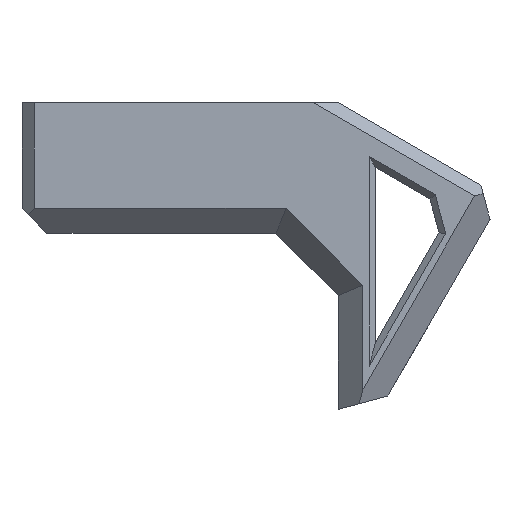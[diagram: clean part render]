
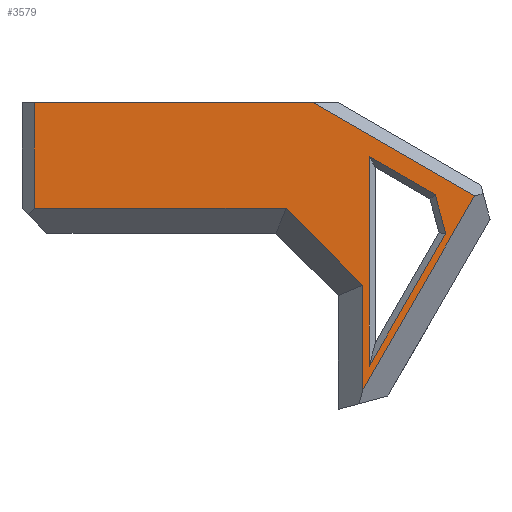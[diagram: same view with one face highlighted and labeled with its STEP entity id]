
A CAD part, left-side view. The second image highlights one B-rep face of the part: STEP entity #3579.
In plain terms, the highlighted planar face has unit normal (-1, 0, 0).
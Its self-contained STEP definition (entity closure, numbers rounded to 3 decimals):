
#256 = VECTOR ( 'NONE', #1848, 1000. ) ;
#295 = ORIENTED_EDGE ( 'NONE', *, *, #488, .T. ) ;
#299 = ORIENTED_EDGE ( 'NONE', *, *, #3858, .T. ) ;
#324 = DIRECTION ( 'NONE',  ( 0., 0., -1. ) ) ;
#349 = EDGE_CURVE ( 'NONE', #745, #1005, #814, .T. ) ;
#416 = CARTESIAN_POINT ( 'NONE',  ( -42.25, -14.7, -10.172 ) ) ;
#473 = EDGE_LOOP ( 'NONE', ( #1985, #1246, #2525, #1111 ) ) ;
#479 = VERTEX_POINT ( 'NONE', #3575 ) ;
#485 = LINE ( 'NONE', #2556, #2611 ) ;
#488 = EDGE_CURVE ( 'NONE', #2436, #479, #2242, .T. ) ;
#490 = DIRECTION ( 'NONE',  ( 0., -0.259, -0.966 ) ) ;
#498 = CARTESIAN_POINT ( 'NONE',  ( -42.25, 6.85, 14.632 ) ) ;
#506 = VERTEX_POINT ( 'NONE', #416 ) ;
#536 = ORIENTED_EDGE ( 'NONE', *, *, #715, .T. ) ;
#565 = CARTESIAN_POINT ( 'NONE',  ( -42.25, 6.336, 10.864 ) ) ;
#590 = DIRECTION ( 'NONE',  ( 0., -0.707, -0.707 ) ) ;
#662 = FACE_BOUND ( 'NONE', #473, .T. ) ;
#715 = EDGE_CURVE ( 'NONE', #506, #2436, #3249, .T. ) ;
#727 = CARTESIAN_POINT ( 'NONE',  ( -42.25, -16.133, -15.054 ) ) ;
#745 = VERTEX_POINT ( 'NONE', #1665 ) ;
#774 = CARTESIAN_POINT ( 'NONE',  ( -42.25, -20.506, -2.894 ) ) ;
#814 = LINE ( 'NONE', #3554, #899 ) ;
#890 = VERTEX_POINT ( 'NONE', #910 ) ;
#899 = VECTOR ( 'NONE', #2601, 1000. ) ;
#910 = CARTESIAN_POINT ( 'NONE',  ( -42.25, 11.7, 4.5 ) ) ;
#966 = CARTESIAN_POINT ( 'NONE',  ( -42.25, 12.7, 4.5 ) ) ;
#981 = DIRECTION ( 'NONE',  ( 1., 0., 0. ) ) ;
#1005 = VERTEX_POINT ( 'NONE', #1607 ) ;
#1073 = VECTOR ( 'NONE', #590, 1000. ) ;
#1111 = ORIENTED_EDGE ( 'NONE', *, *, #349, .T. ) ;
#1185 = LINE ( 'NONE', #3314, #256 ) ;
#1217 = VECTOR ( 'NONE', #2312, 1000. ) ;
#1219 = FACE_OUTER_BOUND ( 'NONE', #3843, .T. ) ;
#1246 = ORIENTED_EDGE ( 'NONE', *, *, #1869, .T. ) ;
#1269 = EDGE_CURVE ( 'NONE', #3067, #506, #3880, .T. ) ;
#1325 = EDGE_CURVE ( 'NONE', #890, #1677, #3366, .T. ) ;
#1338 = VECTOR ( 'NONE', #2910, 1000. ) ;
#1389 = CARTESIAN_POINT ( 'NONE',  ( -42.25, -8.528, -4. ) ) ;
#1534 = CARTESIAN_POINT ( 'NONE',  ( -42.25, -10.7, 4.5 ) ) ;
#1607 = CARTESIAN_POINT ( 'NONE',  ( -42.25, -15.2, 0.17 ) ) ;
#1655 = AXIS2_PLACEMENT_3D ( 'NONE', #1866, #981, #324 ) ;
#1665 = CARTESIAN_POINT ( 'NONE',  ( -42.25, -15.2, -16.67 ) ) ;
#1677 = VERTEX_POINT ( 'NONE', #1534 ) ;
#1781 = CARTESIAN_POINT ( 'NONE',  ( -42.25, -14.7, -18.536 ) ) ;
#1848 = DIRECTION ( 'NONE',  ( 0., 0., -1. ) ) ;
#1866 = CARTESIAN_POINT ( 'NONE',  ( -42.25, 12.7, 4.5 ) ) ;
#1869 = EDGE_CURVE ( 'NONE', #3888, #3922, #3250, .T. ) ;
#1917 = DIRECTION ( 'NONE',  ( 0., 0.5, -0.866 ) ) ;
#1946 = VECTOR ( 'NONE', #2517, 1000. ) ;
#1985 = ORIENTED_EDGE ( 'NONE', *, *, #2658, .T. ) ;
#1992 = CARTESIAN_POINT ( 'NONE',  ( -42.25, 11.7, -4. ) ) ;
#2242 = LINE ( 'NONE', #3188, #1946 ) ;
#2312 = DIRECTION ( 'NONE',  ( 0., -0.866, -0.5 ) ) ;
#2348 = CARTESIAN_POINT ( 'NONE',  ( -42.25, -14.7, 4.5 ) ) ;
#2425 = VECTOR ( 'NONE', #490, 1000. ) ;
#2436 = VERTEX_POINT ( 'NONE', #1781 ) ;
#2517 = DIRECTION ( 'NONE',  ( 0., -0.5, 0.866 ) ) ;
#2525 = ORIENTED_EDGE ( 'NONE', *, *, #3668, .T. ) ;
#2556 = CARTESIAN_POINT ( 'NONE',  ( -42.25, 12.7, -4. ) ) ;
#2586 = VECTOR ( 'NONE', #3548, 1000. ) ;
#2601 = DIRECTION ( 'NONE',  ( 0., 0., 1. ) ) ;
#2611 = VECTOR ( 'NONE', #3501, 1000. ) ;
#2643 = VERTEX_POINT ( 'NONE', #1992 ) ;
#2645 = CARTESIAN_POINT ( 'NONE',  ( -42.25, -20.327, -2.79 ) ) ;
#2658 = EDGE_CURVE ( 'NONE', #1005, #3888, #3299, .T. ) ;
#2891 = LINE ( 'NONE', #727, #3267 ) ;
#2910 = DIRECTION ( 'NONE',  ( 0., 0.866, 0.5 ) ) ;
#2960 = ORIENTED_EDGE ( 'NONE', *, *, #1325, .F. ) ;
#3067 = VERTEX_POINT ( 'NONE', #1389 ) ;
#3079 = CARTESIAN_POINT ( 'NONE',  ( -42.25, -21.345, -6.026 ) ) ;
#3161 = EDGE_CURVE ( 'NONE', #890, #2643, #1185, .T. ) ;
#3188 = CARTESIAN_POINT ( 'NONE',  ( -42.25, -17.825, -13.124 ) ) ;
#3239 = LINE ( 'NONE', #498, #1338 ) ;
#3249 = LINE ( 'NONE', #2348, #2586 ) ;
#3250 = LINE ( 'NONE', #3569, #2425 ) ;
#3267 = VECTOR ( 'NONE', #1917, 1000. ) ;
#3299 = LINE ( 'NONE', #2645, #1217 ) ;
#3314 = CARTESIAN_POINT ( 'NONE',  ( -42.25, 11.7, 4.5 ) ) ;
#3322 = VECTOR ( 'NONE', #3719, 1000. ) ;
#3365 = ORIENTED_EDGE ( 'NONE', *, *, #3455, .T. ) ;
#3366 = LINE ( 'NONE', #966, #3322 ) ;
#3455 = EDGE_CURVE ( 'NONE', #2643, #3067, #485, .T. ) ;
#3501 = DIRECTION ( 'NONE',  ( 0., -1., 0. ) ) ;
#3548 = DIRECTION ( 'NONE',  ( 0., 0., -1. ) ) ;
#3554 = CARTESIAN_POINT ( 'NONE',  ( -42.25, -15.2, -0.696 ) ) ;
#3569 = CARTESIAN_POINT ( 'NONE',  ( -42.25, -16.433, 12.306 ) ) ;
#3575 = CARTESIAN_POINT ( 'NONE',  ( -42.25, -23.675, -2.991 ) ) ;
#3579 = ADVANCED_FACE ( 'NONE', ( #662, #1219 ), #3717, .F. ) ;
#3609 = ORIENTED_EDGE ( 'NONE', *, *, #1269, .T. ) ;
#3668 = EDGE_CURVE ( 'NONE', #3922, #745, #2891, .T. ) ;
#3717 = PLANE ( 'NONE',  #1655 ) ;
#3719 = DIRECTION ( 'NONE',  ( 0., -1., 0. ) ) ;
#3843 = EDGE_LOOP ( 'NONE', ( #295, #299, #2960, #3909, #3365, #3609, #536 ) ) ;
#3858 = EDGE_CURVE ( 'NONE', #479, #1677, #3239, .T. ) ;
#3880 = LINE ( 'NONE', #565, #1073 ) ;
#3888 = VERTEX_POINT ( 'NONE', #774 ) ;
#3909 = ORIENTED_EDGE ( 'NONE', *, *, #3161, .T. ) ;
#3922 = VERTEX_POINT ( 'NONE', #3079 ) ;
